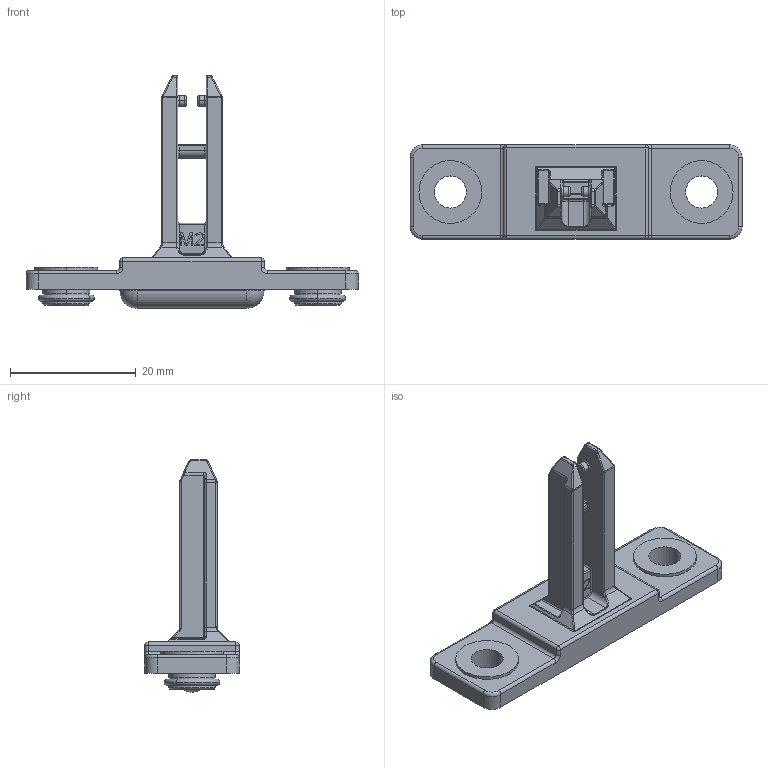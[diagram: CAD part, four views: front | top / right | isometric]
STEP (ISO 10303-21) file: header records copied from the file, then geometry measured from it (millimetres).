
FILE_DESCRIPTION((''),'2;1');
FILE_NAME('3911742392','2024-03-06T15:58:21',('markus.finger'),(''),'CREO PARAMETRIC BY PTC INC, 2022124','CREO PARAMETRIC BY PTC INC, 2022124','');
FILE_SCHEMA(('AUTOMOTIVE_DESIGN { 1 0 10303 214 1 1 1 1 }'));
Length unit declared in the file: millimetre
Products named in the file (1): 3911742392
Bounding box: 52.85 x 15 x 37 mm (x, y, z)
Volume: 4248.1 mm3; surface area: 3849.4 mm2
Topology: 3 solids, 3 shells, 358 faces, 842 edges, 498 vertices
Faces by surface type: cylinder 146, plane 100, torus 66, bspline 34, sphere 8, cone 4
Entity records: 17931 total; most frequent: CARTESIAN_POINT 4111, DIRECTION 1800, ORIENTED_EDGE 1680, PRESENTATION_STYLE_ASSIGNMENT 1205, STYLED_ITEM 847, CURVE_STYLE 844, EDGE_CURVE 840, AXIS2_PLACEMENT_3D 698
